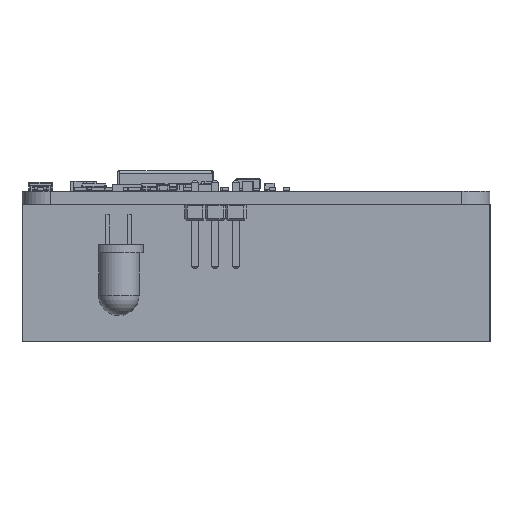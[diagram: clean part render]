
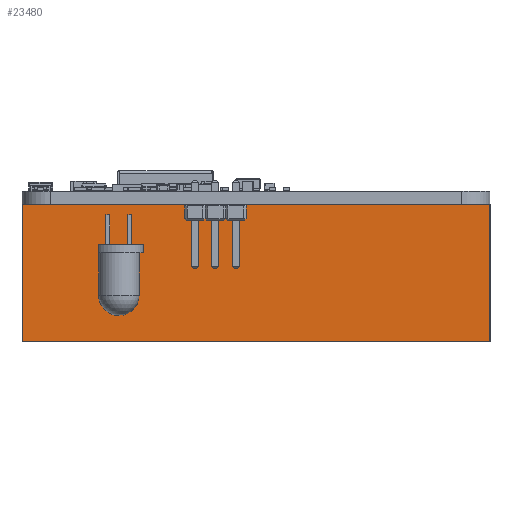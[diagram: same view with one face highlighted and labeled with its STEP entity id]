
A CAD part, left-side view. The second image highlights one B-rep face of the part: STEP entity #23480.
In plain terms, the highlighted planar face has unit normal (-1, 0, 0).
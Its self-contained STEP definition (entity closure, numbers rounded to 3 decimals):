
#23382 = EDGE_CURVE('',#23383,#23385,#23387,.T.);
#23383 = VERTEX_POINT('',#23384);
#23384 = CARTESIAN_POINT('',(-24.4,-29.,0.));
#23385 = VERTEX_POINT('',#23386);
#23386 = CARTESIAN_POINT('',(-24.4,-29.,17.));
#23387 = LINE('',#23388,#23389);
#23388 = CARTESIAN_POINT('',(-24.4,-29.,0.));
#23389 = VECTOR('',#23390,1.);
#23390 = DIRECTION('',(0.,0.,1.));
#23455 = VERTEX_POINT('',#23456);
#23456 = CARTESIAN_POINT('',(-24.4,29.,17.));
#23462 = EDGE_CURVE('',#23463,#23455,#23465,.T.);
#23463 = VERTEX_POINT('',#23464);
#23464 = CARTESIAN_POINT('',(-24.4,29.,0.));
#23465 = LINE('',#23466,#23467);
#23466 = CARTESIAN_POINT('',(-24.4,29.,0.));
#23467 = VECTOR('',#23468,1.);
#23468 = DIRECTION('',(0.,0.,1.));
#23480 = ADVANCED_FACE('',(#23481),#23497,.F.);
#23481 = FACE_BOUND('',#23482,.F.);
#23482 = EDGE_LOOP('',(#23483,#23484,#23490,#23491));
#23483 = ORIENTED_EDGE('',*,*,#23462,.T.);
#23484 = ORIENTED_EDGE('',*,*,#23485,.T.);
#23485 = EDGE_CURVE('',#23455,#23385,#23486,.T.);
#23486 = LINE('',#23487,#23488);
#23487 = CARTESIAN_POINT('',(-24.4,29.,17.));
#23488 = VECTOR('',#23489,1.);
#23489 = DIRECTION('',(0.,-1.,0.));
#23490 = ORIENTED_EDGE('',*,*,#23382,.F.);
#23491 = ORIENTED_EDGE('',*,*,#23492,.F.);
#23492 = EDGE_CURVE('',#23463,#23383,#23493,.T.);
#23493 = LINE('',#23494,#23495);
#23494 = CARTESIAN_POINT('',(-24.4,29.,0.));
#23495 = VECTOR('',#23496,1.);
#23496 = DIRECTION('',(0.,-1.,0.));
#23497 = PLANE('',#23498);
#23498 = AXIS2_PLACEMENT_3D('',#23499,#23500,#23501);
#23499 = CARTESIAN_POINT('',(-24.4,29.,0.));
#23500 = DIRECTION('',(1.,0.,0.));
#23501 = DIRECTION('',(0.,-1.,0.));
